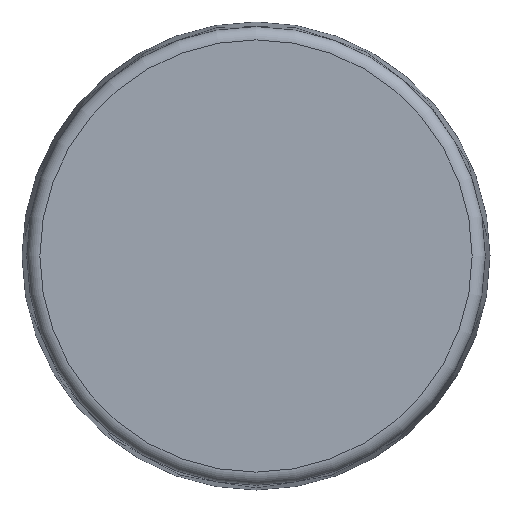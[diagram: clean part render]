
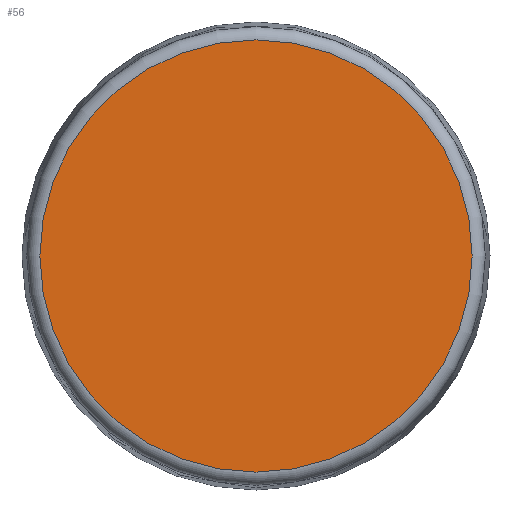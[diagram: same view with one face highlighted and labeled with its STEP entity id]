
A CAD part, left-side view. The second image highlights one B-rep face of the part: STEP entity #56.
In plain terms, the highlighted planar face has unit normal (-1, 0, 0).
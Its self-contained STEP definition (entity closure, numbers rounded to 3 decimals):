
#56 = ADVANCED_FACE( '', ( #131 ), #132, .F. );
#131 = FACE_OUTER_BOUND( '', #236, .T. );
#132 = PLANE( '', #237 );
#236 = EDGE_LOOP( '', ( #341 ) );
#237 = AXIS2_PLACEMENT_3D( '', #342, #343, #344 );
#341 = ORIENTED_EDGE( '', *, *, #498, .F. );
#342 = CARTESIAN_POINT( '', ( 0., 0., 0. ) );
#343 = DIRECTION( '', ( 1., 0., 0. ) );
#344 = DIRECTION( '', ( 0., 0., -1. ) );
#498 = EDGE_CURVE( '', #561, #561, #562, .T. );
#561 = VERTEX_POINT( '', #643 );
#562 = CIRCLE( '', #644, 8.22 );
#643 = CARTESIAN_POINT( '', ( 0., 0., -8.22 ) );
#644 = AXIS2_PLACEMENT_3D( '', #727, #728, #729 );
#727 = CARTESIAN_POINT( '', ( 0., 0., 0. ) );
#728 = DIRECTION( '', ( 1., 0., 0. ) );
#729 = DIRECTION( '', ( 0., 0., -1. ) );
